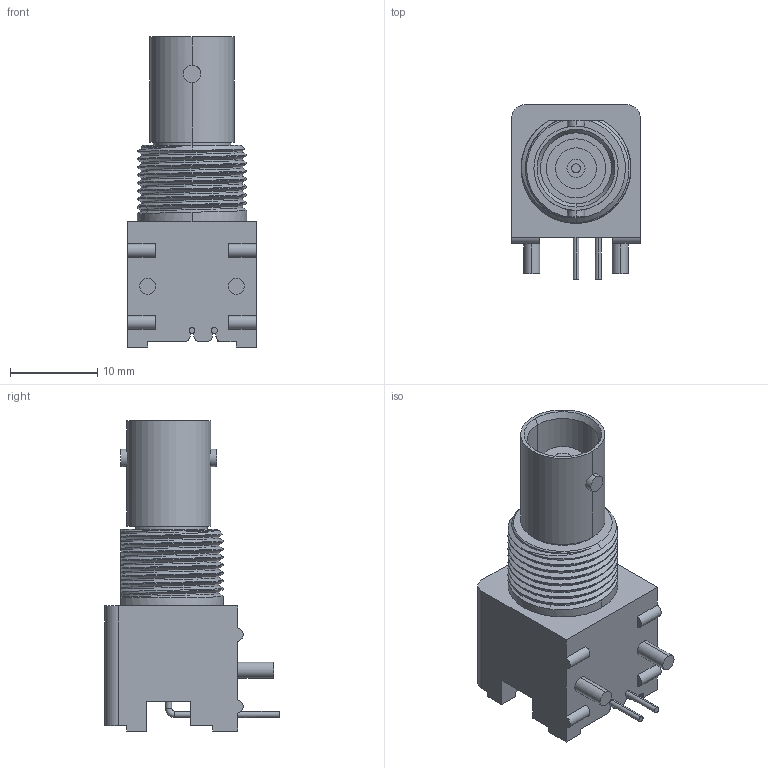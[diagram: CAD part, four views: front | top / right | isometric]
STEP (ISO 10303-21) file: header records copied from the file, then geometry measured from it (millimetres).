
FILE_DESCRIPTION(('STEP AP242'),'1');
FILE_NAME('5227161-1.stp','2021-01-21T20:39:47',('TraceParts'),('TraceParts S.A.'),'Spatial InterOp 3D',' ',' ');
FILE_SCHEMA(('AP242_MANAGED_MODEL_BASED_3D_ENGINEERING_MIM_LF {1 0 10303 442 1 1 4}'));
Length unit declared in the file: millimetre
Products named in the file (1): 5227161-1
Bounding box: 14.76 x 19.99 x 35.56 mm (x, y, z)
Volume: 4248.9 mm3; surface area: 2676.7 mm2
Topology: 1 solids, 1 shells, 181 faces, 479 edges, 312 vertices
Faces by surface type: cylinder 71, plane 64, bspline 35, cone 7, torus 4
Entity records: 8787 total; most frequent: CARTESIAN_POINT 4460, ORIENTED_EDGE 958, DIRECTION 803, EDGE_CURVE 479, VERTEX_POINT 312, AXIS2_PLACEMENT_3D 282, LINE 239, VECTOR 239
